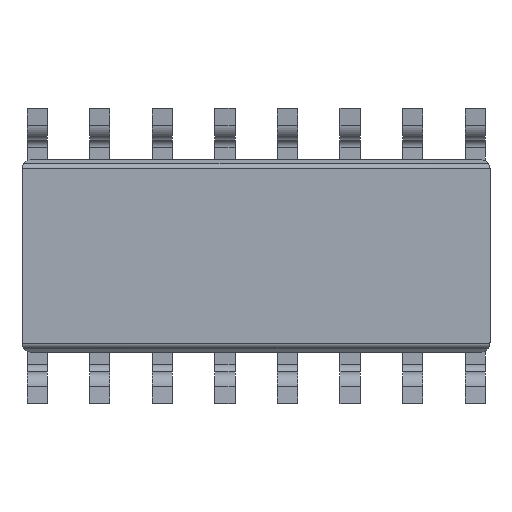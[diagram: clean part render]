
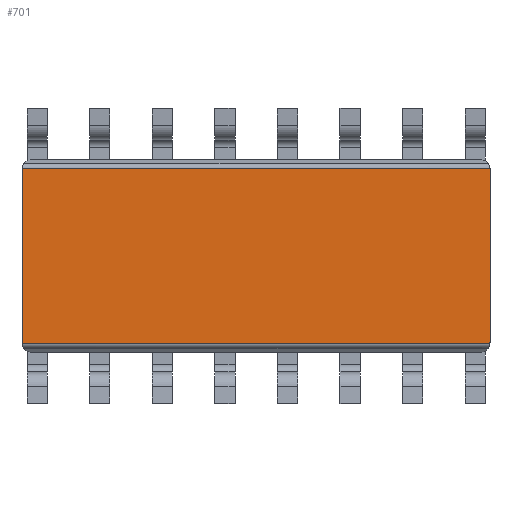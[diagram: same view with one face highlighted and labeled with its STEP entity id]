
A CAD part, front view. The second image highlights one B-rep face of the part: STEP entity #701.
In plain terms, the highlighted planar face has unit normal (0, -1, 0).
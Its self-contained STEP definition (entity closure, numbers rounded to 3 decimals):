
#701=ADVANCED_FACE('',(#1400),#1401,.T.);
#1400=FACE_OUTER_BOUND('',#2095,.T.);
#1401=PLANE('',#2096);
#2095=EDGE_LOOP('',(#4264,#4265,#4266,#4267,#4268,#4269,#4270,#4271));
#2096=AXIS2_PLACEMENT_3D('',#4272,#4273,#4274);
#4264=ORIENTED_EDGE('',*,*,#5169,.F.);
#4265=ORIENTED_EDGE('',*,*,#5181,.T.);
#4266=ORIENTED_EDGE('',*,*,#5156,.F.);
#4267=ORIENTED_EDGE('',*,*,#5199,.T.);
#4268=ORIENTED_EDGE('',*,*,#5177,.F.);
#4269=ORIENTED_EDGE('',*,*,#5193,.T.);
#4270=ORIENTED_EDGE('',*,*,#4438,.F.);
#4271=ORIENTED_EDGE('',*,*,#5197,.F.);
#4272=CARTESIAN_POINT('',(0.0,0.16,0.0));
#4273=DIRECTION('',(0.,-1.0,0.));
#4274=DIRECTION('',(0.,0.,-1.0));
#4438=EDGE_CURVE('',#5374,#5376,#5377,.T.);
#5156=EDGE_CURVE('',#6440,#6442,#6443,.T.);
#5169=EDGE_CURVE('',#6460,#6462,#6463,.T.);
#5177=EDGE_CURVE('',#6474,#6476,#6477,.T.);
#5181=EDGE_CURVE('',#6460,#6442,#6482,.T.);
#5193=EDGE_CURVE('',#6474,#5376,#6495,.T.);
#5197=EDGE_CURVE('',#6462,#5374,#6500,.T.);
#5199=EDGE_CURVE('',#6440,#6476,#6502,.T.);
#5374=VERTEX_POINT('',#6737);
#5376=VERTEX_POINT('',#6750);
#5377=CIRCLE('',#6751,0.19);
#6440=VERTEX_POINT('',#8229);
#6442=VERTEX_POINT('',#8242);
#6443=CIRCLE('',#8243,0.194);
#6460=VERTEX_POINT('',#8270);
#6462=VERTEX_POINT('',#8273);
#6463=CIRCLE('',#8274,0.192);
#6474=VERTEX_POINT('',#8305);
#6476=VERTEX_POINT('',#8308);
#6477=CIRCLE('',#8309,0.195);
#6482=LINE('',#8325,#8326);
#6495=LINE('',#8345,#8346);
#6500=LINE('',#8353,#8354);
#6502=LINE('',#8356,#8357);
#6737=CARTESIAN_POINT('',(9.5,0.16,1.773));
#6750=CARTESIAN_POINT('',(9.5,0.16,1.77));
#6751=AXIS2_PLACEMENT_3D('',#8493,#8494,#8495);
#8229=CARTESIAN_POINT('',(0.001,0.16,-1.773));
#8242=CARTESIAN_POINT('',(0.,0.16,-1.762));
#8243=AXIS2_PLACEMENT_3D('',#9262,#9263,#9264);
#8270=CARTESIAN_POINT('',(0.,0.16,1.765));
#8273=CARTESIAN_POINT('',(0.,0.16,1.773));
#8274=AXIS2_PLACEMENT_3D('',#9285,#9286,#9287);
#8305=CARTESIAN_POINT('',(9.5,0.16,-1.76));
#8308=CARTESIAN_POINT('',(9.499,0.16,-1.773));
#8309=AXIS2_PLACEMENT_3D('',#9298,#9299,#9300);
#8325=CARTESIAN_POINT('',(0.,0.16,1.773));
#8326=VECTOR('',#9304,1.0);
#8345=CARTESIAN_POINT('',(9.5,0.16,1.773));
#8346=VECTOR('',#9311,1.0);
#8353=CARTESIAN_POINT('',(0.,0.16,1.773));
#8354=VECTOR('',#9314,1.0);
#8356=CARTESIAN_POINT('',(0.,0.16,-1.773));
#8357=VECTOR('',#9315,1.0);
#8493=CARTESIAN_POINT('',(9.31,0.16,1.76));
#8494=DIRECTION('',(0.,1.0,0.));
#8495=DIRECTION('',(0.,0.,-1.0));
#9262=CARTESIAN_POINT('',(0.194,0.16,-1.756));
#9263=DIRECTION('',(0.,1.0,0.));
#9264=DIRECTION('',(0.,0.,-1.0));
#9285=CARTESIAN_POINT('',(0.192,0.16,1.758));
#9286=DIRECTION('',(0.,1.0,0.));
#9287=DIRECTION('',(0.,0.,-1.0));
#9298=CARTESIAN_POINT('',(9.305,0.16,-1.755));
#9299=DIRECTION('',(0.,1.0,0.));
#9300=DIRECTION('',(0.,0.,-1.0));
#9304=DIRECTION('',(0.,0.,-1.0));
#9311=DIRECTION('',(0.,0.,1.0));
#9314=DIRECTION('',(1.0,0.0,0.));
#9315=DIRECTION('',(1.0,0.0,0.));
